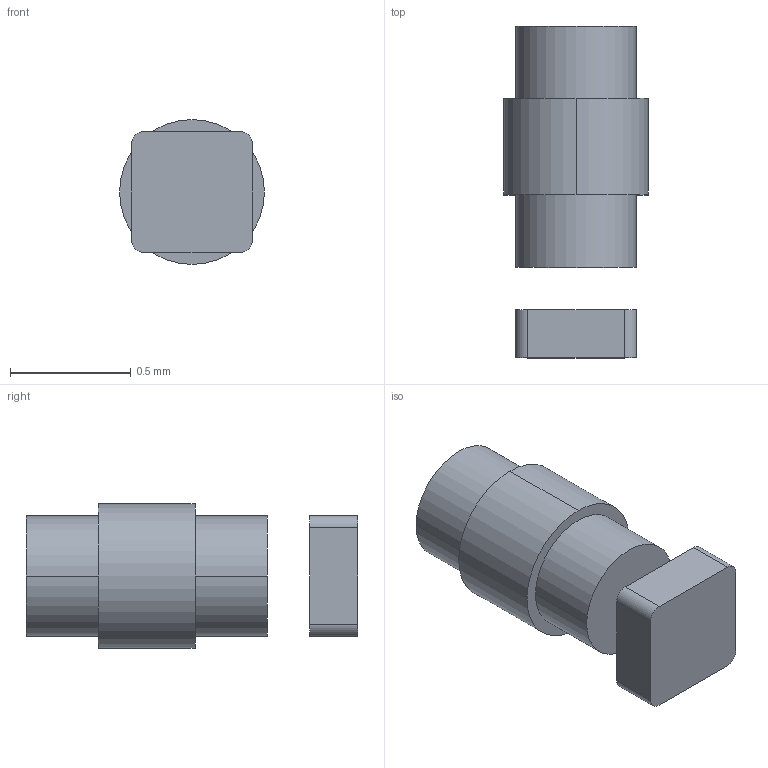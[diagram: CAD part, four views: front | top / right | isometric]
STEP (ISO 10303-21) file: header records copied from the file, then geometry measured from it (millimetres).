
FILE_DESCRIPTION (( 'STEP AP214' ), '1' );
FILE_NAME ('COMSOL_CircularAssembly.STEP', '2024-06-27T00:57:46', ( '' ), ( '' ), 'SwSTEP 2.0', 'SolidWorks 2023', '' );
FILE_SCHEMA (( 'AUTOMOTIVE_DESIGN' ));
Length unit declared in the file: millimetre
Products named in the file (4): COMSOL_Magnet; COMSOL_CircularCore; COMSOL_CircularCoil; COMSOL_CircularAssembly
Assembly tree (3 placements, depth 2):
  COMSOL_CircularAssembly
    COMSOL_CircularCoil
    COMSOL_CircularCore
    COMSOL_Magnet
Bounding box: 0.6 x 1.38 x 0.6 mm (x, y, z)
Volume: 0.3 mm3; surface area: 4.4 mm2
Topology: 3 solids, 3 shells, 20 faces, 42 edges, 28 vertices
Faces by surface type: cylinder 10, plane 10
Entity records: 671 total; most frequent: DIRECTION 114, CARTESIAN_POINT 96, ORIENTED_EDGE 84, AXIS2_PLACEMENT_3D 46, EDGE_CURVE 42, VERTEX_POINT 28, VECTOR 22, LINE 22
